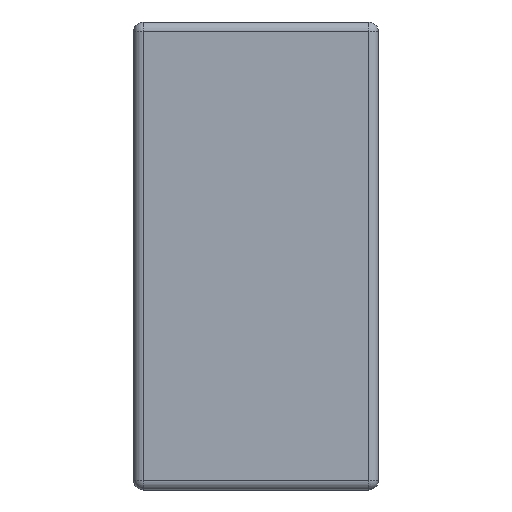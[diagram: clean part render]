
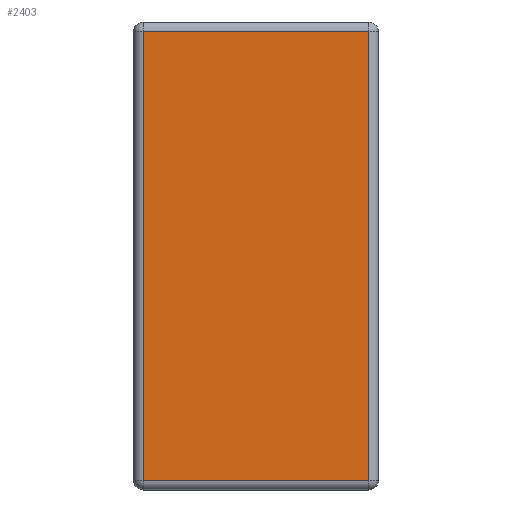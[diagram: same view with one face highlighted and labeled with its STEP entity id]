
A CAD part, left-side view. The second image highlights one B-rep face of the part: STEP entity #2403.
In plain terms, the highlighted planar face has unit normal (-1, 0, 0).
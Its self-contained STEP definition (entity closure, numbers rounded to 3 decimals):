
#319 = VERTEX_POINT ( 'NONE', #2808 ) ;
#545 = ORIENTED_EDGE ( 'NONE', *, *, #1498, .T. ) ;
#621 = ORIENTED_EDGE ( 'NONE', *, *, #926, .T. ) ;
#926 = EDGE_CURVE ( 'NONE', #1653, #319, #1449, .T. ) ;
#1039 = CARTESIAN_POINT ( 'NONE',  ( 0., 1.104, -2.2 ) ) ;
#1065 = CARTESIAN_POINT ( 'NONE',  ( 0., 0.046, 0. ) ) ;
#1209 = DIRECTION ( 'NONE',  ( 0., -1., 0. ) ) ;
#1392 = VECTOR ( 'NONE', #4377, 1000. ) ;
#1449 = LINE ( 'NONE', #1065, #1392 ) ;
#1474 = FACE_OUTER_BOUND ( 'NONE', #2293, .T. ) ;
#1498 = EDGE_CURVE ( 'NONE', #3324, #1653, #2504, .T. ) ;
#1578 = ORIENTED_EDGE ( 'NONE', *, *, #3117, .T. ) ;
#1653 = VERTEX_POINT ( 'NONE', #3465 ) ;
#1717 = CARTESIAN_POINT ( 'NONE',  ( 0., 1.15, -0.046 ) ) ;
#1813 = ORIENTED_EDGE ( 'NONE', *, *, #3522, .T. ) ;
#2039 = CARTESIAN_POINT ( 'NONE',  ( 0., 1.104, -2.154 ) ) ;
#2293 = EDGE_LOOP ( 'NONE', ( #545, #621, #1578, #1813 ) ) ;
#2403 = ADVANCED_FACE ( 'NONE', ( #1474 ), #2825, .T. ) ;
#2445 = VECTOR ( 'NONE', #3604, 1000. ) ;
#2504 = LINE ( 'NONE', #3038, #2568 ) ;
#2511 = DIRECTION ( 'NONE',  ( -1., 0., 0. ) ) ;
#2568 = VECTOR ( 'NONE', #1209, 1000. ) ;
#2701 = LINE ( 'NONE', #1717, #2924 ) ;
#2808 = CARTESIAN_POINT ( 'NONE',  ( 0., 0.046, -0.046 ) ) ;
#2825 = PLANE ( 'NONE',  #4089 ) ;
#2924 = VECTOR ( 'NONE', #4559, 1000. ) ;
#3038 = CARTESIAN_POINT ( 'NONE',  ( 0., 0., -2.154 ) ) ;
#3117 = EDGE_CURVE ( 'NONE', #319, #4598, #2701, .T. ) ;
#3216 = DIRECTION ( 'NONE',  ( 0., 0., 1. ) ) ;
#3324 = VERTEX_POINT ( 'NONE', #2039 ) ;
#3465 = CARTESIAN_POINT ( 'NONE',  ( 0., 0.046, -2.154 ) ) ;
#3472 = CARTESIAN_POINT ( 'NONE',  ( 0., 1.104, -0.046 ) ) ;
#3522 = EDGE_CURVE ( 'NONE', #4598, #3324, #4198, .T. ) ;
#3604 = DIRECTION ( 'NONE',  ( 0., 0., -1. ) ) ;
#3928 = CARTESIAN_POINT ( 'NONE',  ( 0., 0., 0. ) ) ;
#4089 = AXIS2_PLACEMENT_3D ( 'NONE', #3928, #2511, #3216 ) ;
#4198 = LINE ( 'NONE', #1039, #2445 ) ;
#4377 = DIRECTION ( 'NONE',  ( 0., 0., 1. ) ) ;
#4559 = DIRECTION ( 'NONE',  ( 0., 1., 0. ) ) ;
#4598 = VERTEX_POINT ( 'NONE', #3472 ) ;
